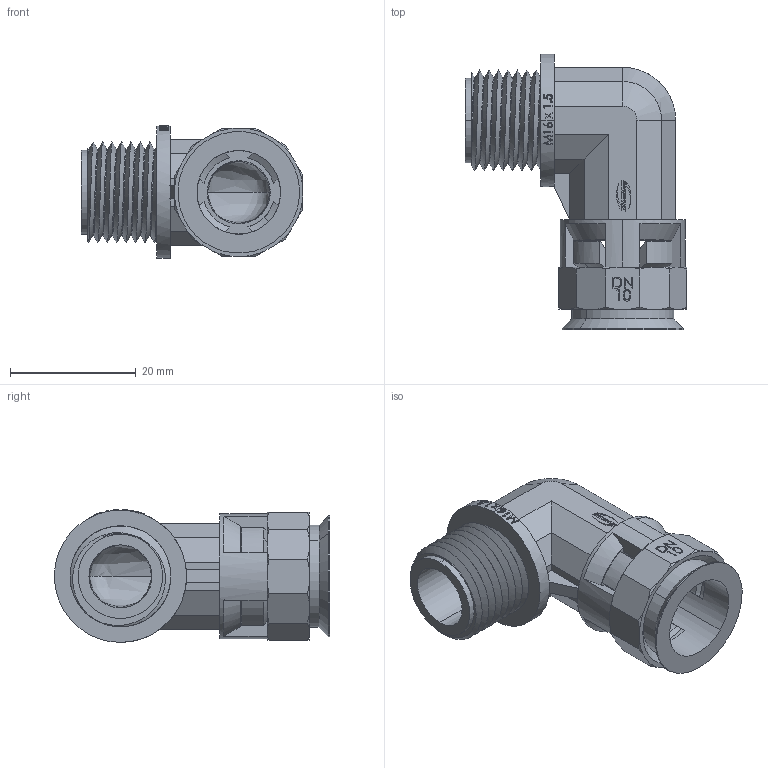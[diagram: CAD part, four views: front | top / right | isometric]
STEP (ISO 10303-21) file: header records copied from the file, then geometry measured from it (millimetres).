
FILE_DESCRIPTION (( 'STEP AP203' ), '1' );
FILE_NAME ('(NEC-10M16-)_I3040_0004_01_0.STEP', '2012-06-19T08:25:33', ( 'Llorenç' ), ( '' ), 'SwSTEP 2.0', 'SolidWorks 2007', '' );
FILE_SCHEMA (( 'CONFIG_CONTROL_DESIGN' ));
Length unit declared in the file: millimetre
Products named in the file (1): (NEC-10M16-)_I3040_0004_01_0
Bounding box: 35.14 x 43.73 x 21.1 mm (x, y, z)
Volume: 7524.6 mm3; surface area: 7508 mm2
Topology: 3 solids, 3 shells, 408 faces, 1099 edges, 717 vertices
Faces by surface type: plane 224, bspline 75, cone 58, cylinder 51
Entity records: 18489 total; most frequent: CARTESIAN_POINT 8828, ORIENTED_EDGE 2198, DIRECTION 1647, EDGE_CURVE 1099, VERTEX_POINT 717, LINE 599, VECTOR 599, AXIS2_PLACEMENT_3D 524
